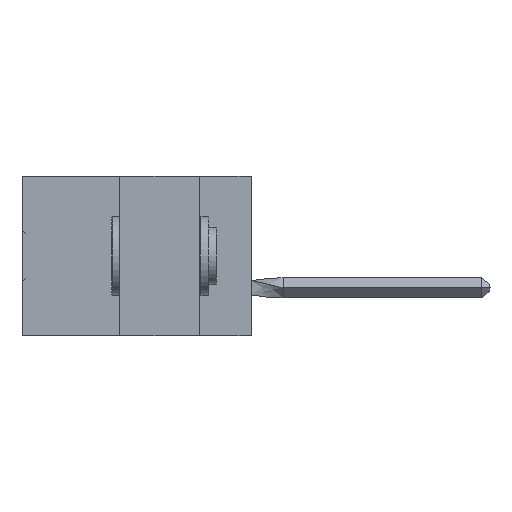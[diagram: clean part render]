
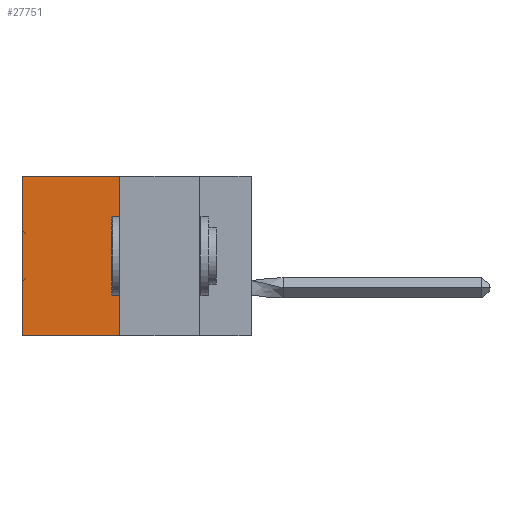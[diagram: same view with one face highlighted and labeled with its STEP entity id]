
A CAD part, left-side view. The second image highlights one B-rep face of the part: STEP entity #27751.
In plain terms, the highlighted planar face has unit normal (-1, 0, 0).
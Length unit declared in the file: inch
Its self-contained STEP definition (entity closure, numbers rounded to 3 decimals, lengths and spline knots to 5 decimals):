
#2739 = EDGE_CURVE ( 'NONE', #2989, #4656, #42867, .T. ) ;
#2989 = VERTEX_POINT ( 'NONE', #47458 ) ;
#4656 = VERTEX_POINT ( 'NONE', #34659 ) ;
#7199 = VECTOR ( 'NONE', #22547, 39.37008 ) ;
#7916 = LINE ( 'NONE', #22133, #7199 ) ;
#7999 = PLANE ( 'NONE',  #56438 ) ;
#8142 = ORIENTED_EDGE ( 'NONE', *, *, #18903, .F. ) ;
#13825 = CARTESIAN_POINT ( 'NONE',  ( 0.305, 0.413, -0.5 ) ) ;
#14330 = DIRECTION ( 'NONE',  ( 0., 1., 0. ) ) ;
#15107 = DIRECTION ( 'NONE',  ( 0., 0., -1. ) ) ;
#18903 = EDGE_CURVE ( 'NONE', #50222, #19693, #7916, .T. ) ;
#19693 = VERTEX_POINT ( 'NONE', #22274 ) ;
#20293 = LINE ( 'NONE', #13825, #54410 ) ;
#22133 = CARTESIAN_POINT ( 'NONE',  ( 0.305, 0.413, -0.5 ) ) ;
#22204 = EDGE_LOOP ( 'NONE', ( #38766, #8142, #38603, #51728 ) ) ;
#22274 = CARTESIAN_POINT ( 'NONE',  ( 0.305, 0.72, -0.5 ) ) ;
#22547 = DIRECTION ( 'NONE',  ( 0., 1., 0. ) ) ;
#23878 = VECTOR ( 'NONE', #14330, 39.37008 ) ;
#27751 = ADVANCED_FACE ( 'NONE', ( #35497 ), #7999, .F. ) ;
#31755 = DIRECTION ( 'NONE',  ( 1., 0., 0. ) ) ;
#31964 = CARTESIAN_POINT ( 'NONE',  ( 0.305, 0.413, -0.5 ) ) ;
#34659 = CARTESIAN_POINT ( 'NONE',  ( 0.305, 0.72, 0. ) ) ;
#35497 = FACE_OUTER_BOUND ( 'NONE', #22204, .T. ) ;
#38028 = CARTESIAN_POINT ( 'NONE',  ( 0.305, 0.413, 0. ) ) ;
#38603 = ORIENTED_EDGE ( 'NONE', *, *, #59896, .F. ) ;
#38766 = ORIENTED_EDGE ( 'NONE', *, *, #58384, .T. ) ;
#42867 = LINE ( 'NONE', #38028, #23878 ) ;
#43222 = DIRECTION ( 'NONE',  ( 0., 0., -1. ) ) ;
#43998 = VECTOR ( 'NONE', #15107, 39.37008 ) ;
#44101 = CARTESIAN_POINT ( 'NONE',  ( 0.305, 0.72, -0.5 ) ) ;
#45664 = CARTESIAN_POINT ( 'NONE',  ( 0.305, 0.413, -0.5 ) ) ;
#46563 = DIRECTION ( 'NONE',  ( 0., 0., -1. ) ) ;
#47458 = CARTESIAN_POINT ( 'NONE',  ( 0.305, 0.413, 0. ) ) ;
#50222 = VERTEX_POINT ( 'NONE', #45664 ) ;
#51728 = ORIENTED_EDGE ( 'NONE', *, *, #2739, .T. ) ;
#53859 = LINE ( 'NONE', #44101, #43998 ) ;
#54410 = VECTOR ( 'NONE', #43222, 39.37008 ) ;
#56438 = AXIS2_PLACEMENT_3D ( 'NONE', #31964, #31755, #46563 ) ;
#58384 = EDGE_CURVE ( 'NONE', #4656, #19693, #53859, .T. ) ;
#59896 = EDGE_CURVE ( 'NONE', #2989, #50222, #20293, .T. ) ;
